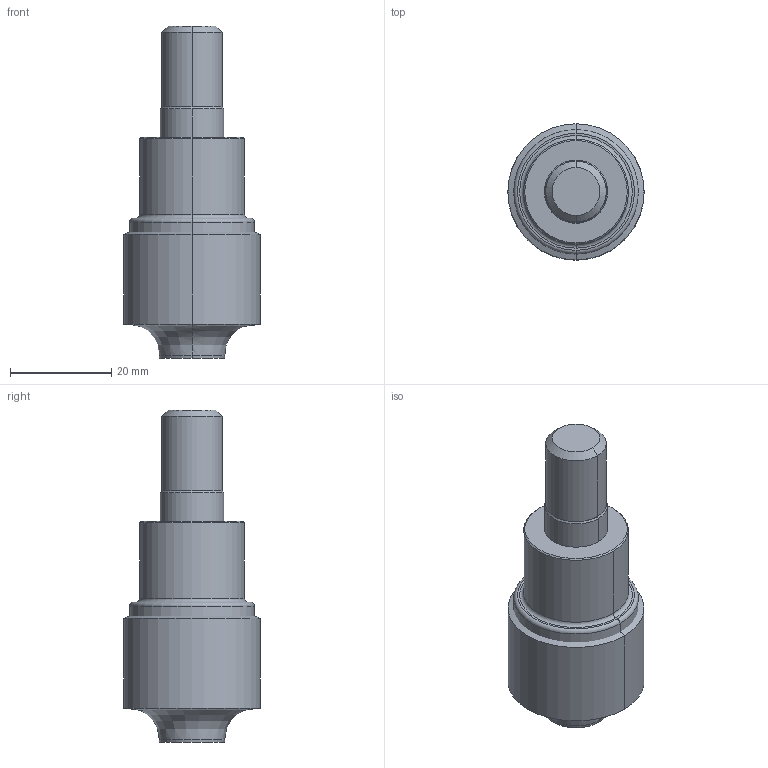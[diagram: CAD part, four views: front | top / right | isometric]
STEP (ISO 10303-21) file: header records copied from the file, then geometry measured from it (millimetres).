
FILE_DESCRIPTION((''),'2;1');
FILE_NAME('15R4H025043X7R00','2015-11-07T',('tewess'),(''),'PRO/ENGINEER BY PARAMETRIC TECHNOLOGY CORPORATION, 2011490','PRO/ENGINEER BY PARAMETRIC TECHNOLOGY CORPORATION, 2011490','');
FILE_SCHEMA(('AUTOMOTIVE_DESIGN { 1 2 10303 214 0 1 1 1 }'));
Length unit declared in the file: millimetre
Products named in the file (3): NOCUT; CUT; 15R4H025043X7R00
Assembly tree (2 placements, depth 2):
  15R4H025043X7R00
    NOCUT
    CUT
Bounding box: 26.94 x 26.94 x 65.62 mm (x, y, z)
Volume: 29187.1 mm3; surface area: 7605.2 mm2
Topology: 2 solids, 2 shells, 41 faces, 80 edges, 45 vertices
Faces by surface type: revolution 14, cylinder 8, cone 8, torus 6, plane 5
Entity records: 2359 total; most frequent: CARTESIAN_POINT 1052, DIRECTION 206, ORIENTED_EDGE 160, AXIS2_PLACEMENT_3D 88, PRESENTATION_STYLE_ASSIGNMENT 86, STYLED_ITEM 86, CURVE_STYLE 84, EDGE_CURVE 80
